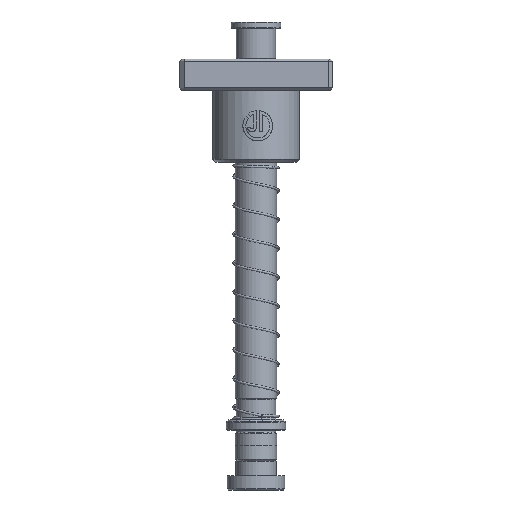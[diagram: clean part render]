
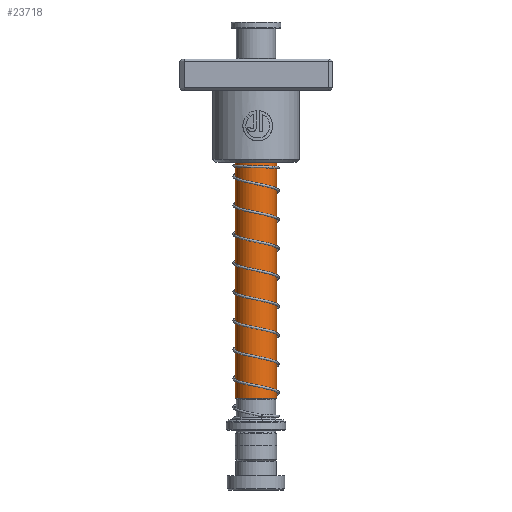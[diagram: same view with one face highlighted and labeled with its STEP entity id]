
A CAD part, front view. The second image highlights one B-rep face of the part: STEP entity #23718.
In plain terms, the highlighted cylindrical face has radius 10.009 mm (diameter 20.018 mm), a partial arc.
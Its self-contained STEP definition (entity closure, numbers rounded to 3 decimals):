
#1914 = ORIENTED_EDGE ( 'NONE', *, *, #20148, .T. ) ;
#2418 = DIRECTION ( 'NONE',  ( 0., 0., 1. ) ) ;
#3147 = DIRECTION ( 'NONE',  ( -1., 0., 0. ) ) ;
#3517 = VECTOR ( 'NONE', #28993, 1000. ) ;
#6288 = LINE ( 'NONE', #25895, #3517 ) ;
#7117 = CARTESIAN_POINT ( 'NONE',  ( 10.009, 0., 30.5 ) ) ;
#8139 = DIRECTION ( 'NONE',  ( 1., 0., 0. ) ) ;
#9807 = CIRCLE ( 'NONE', #15779, 10.009 ) ;
#10885 = LINE ( 'NONE', #21884, #13638 ) ;
#11456 = AXIS2_PLACEMENT_3D ( 'NONE', #23172, #20341, #8139 ) ;
#13638 = VECTOR ( 'NONE', #30766, 1000. ) ;
#14825 = ORIENTED_EDGE ( 'NONE', *, *, #32929, .T. ) ;
#14934 = EDGE_CURVE ( 'NONE', #25396, #24197, #6288, .T. ) ;
#15440 = EDGE_CURVE ( 'NONE', #27014, #27211, #10885, .T. ) ;
#15779 = AXIS2_PLACEMENT_3D ( 'NONE', #33959, #2418, #22980 ) ;
#18572 = CARTESIAN_POINT ( 'NONE',  ( 10.009, 0., 193. ) ) ;
#19683 = CARTESIAN_POINT ( 'NONE',  ( -10.009, 0., 193. ) ) ;
#20148 = EDGE_CURVE ( 'NONE', #24197, #27211, #9807, .T. ) ;
#20341 = DIRECTION ( 'NONE',  ( 0., 0., -1. ) ) ;
#20857 = CIRCLE ( 'NONE', #11456, 10.009 ) ;
#21884 = CARTESIAN_POINT ( 'NONE',  ( 10.009, 0., 195. ) ) ;
#22980 = DIRECTION ( 'NONE',  ( 1., 0., 0. ) ) ;
#23172 = CARTESIAN_POINT ( 'NONE',  ( 0., 0., 193. ) ) ;
#23718 = ADVANCED_FACE ( 'NONE', ( #32756 ), #33227, .T. ) ;
#24197 = VERTEX_POINT ( 'NONE', #31107 ) ;
#24433 = AXIS2_PLACEMENT_3D ( 'NONE', #37577, #29520, #3147 ) ;
#25396 = VERTEX_POINT ( 'NONE', #19683 ) ;
#25895 = CARTESIAN_POINT ( 'NONE',  ( -10.009, 0., 195. ) ) ;
#27014 = VERTEX_POINT ( 'NONE', #18572 ) ;
#27211 = VERTEX_POINT ( 'NONE', #7117 ) ;
#28993 = DIRECTION ( 'NONE',  ( 0., 0., -1. ) ) ;
#29404 = ORIENTED_EDGE ( 'NONE', *, *, #14934, .T. ) ;
#29520 = DIRECTION ( 'NONE',  ( 0., 0., -1. ) ) ;
#30766 = DIRECTION ( 'NONE',  ( 0., 0., -1. ) ) ;
#31107 = CARTESIAN_POINT ( 'NONE',  ( -10.009, 0., 30.5 ) ) ;
#32756 = FACE_OUTER_BOUND ( 'NONE', #37063, .T. ) ;
#32929 = EDGE_CURVE ( 'NONE', #27014, #25396, #20857, .T. ) ;
#33227 = CYLINDRICAL_SURFACE ( 'NONE', #24433, 10.009 ) ;
#33959 = CARTESIAN_POINT ( 'NONE',  ( 0., 0., 30.5 ) ) ;
#36783 = ORIENTED_EDGE ( 'NONE', *, *, #15440, .F. ) ;
#37063 = EDGE_LOOP ( 'NONE', ( #36783, #14825, #29404, #1914 ) ) ;
#37577 = CARTESIAN_POINT ( 'NONE',  ( 0., 0., 195. ) ) ;
